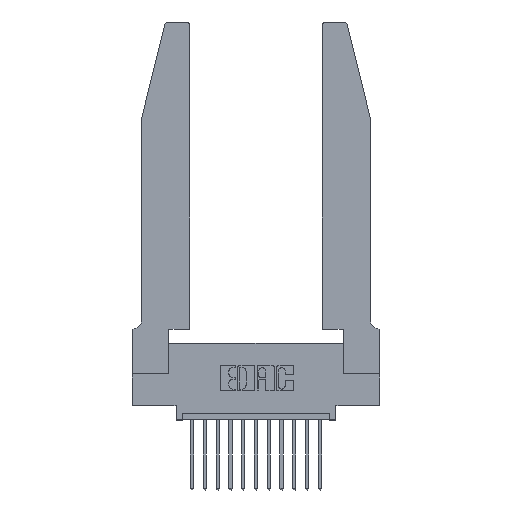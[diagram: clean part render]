
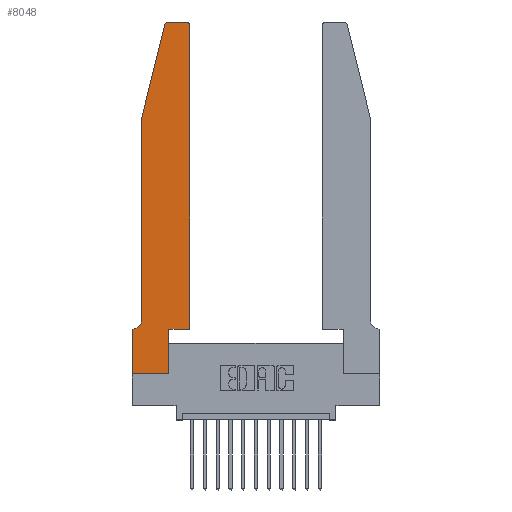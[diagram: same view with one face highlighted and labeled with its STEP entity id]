
A CAD part, top view. The second image highlights one B-rep face of the part: STEP entity #8048.
In plain terms, the highlighted planar face has unit normal (0, 0, 1).
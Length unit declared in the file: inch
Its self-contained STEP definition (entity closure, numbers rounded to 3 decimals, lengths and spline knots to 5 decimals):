
#337 = EDGE_CURVE ( 'NONE', #9886, #3385, #10858, .T. ) ;
#380 = CARTESIAN_POINT ( 'NONE',  ( 0.4505, 0.35, 0.37 ) ) ;
#609 = CARTESIAN_POINT ( 'NONE',  ( 0., 0.35, 0.37 ) ) ;
#896 = LINE ( 'NONE', #13491, #9239 ) ;
#1161 = CARTESIAN_POINT ( 'NONE',  ( 0.4505, 2.72, 0.37 ) ) ;
#1210 = AXIS2_PLACEMENT_3D ( 'NONE', #609, #5904, #6087 ) ;
#1709 = AXIS2_PLACEMENT_3D ( 'NONE', #2964, #11220, #5927 ) ;
#1748 = CIRCLE ( 'NONE', #14625, 0.03 ) ;
#1763 = EDGE_CURVE ( 'NONE', #15150, #13128, #9077, .T. ) ;
#1788 = LINE ( 'NONE', #10086, #12250 ) ;
#2014 = EDGE_CURVE ( 'NONE', #13128, #8837, #15592, .T. ) ;
#2282 = DIRECTION ( 'NONE',  ( -0.239, -0.971, 0. ) ) ;
#2325 = VECTOR ( 'NONE', #5884, 39.37008 ) ;
#2346 = ORIENTED_EDGE ( 'NONE', *, *, #3669, .T. ) ;
#2387 = CARTESIAN_POINT ( 'NONE',  ( 0.284, 2.75, 0.37 ) ) ;
#2611 = LINE ( 'NONE', #11128, #8400 ) ;
#2615 = VERTEX_POINT ( 'NONE', #12528 ) ;
#2618 = DIRECTION ( 'NONE',  ( 1., 0., 0. ) ) ;
#2735 = ORIENTED_EDGE ( 'NONE', *, *, #15300, .T. ) ;
#2938 = LINE ( 'NONE', #8036, #4195 ) ;
#2964 = CARTESIAN_POINT ( 'NONE',  ( 0.0055, 0.42, 0.37 ) ) ;
#3010 = CARTESIAN_POINT ( 'NONE',  ( 0.0755, 0.42, 0.37 ) ) ;
#3132 = CARTESIAN_POINT ( 'NONE',  ( 0., 0., 0.37 ) ) ;
#3385 = VERTEX_POINT ( 'NONE', #17210 ) ;
#3516 = CARTESIAN_POINT ( 'NONE',  ( 0.2865, 0.35, 0.37 ) ) ;
#3537 = CARTESIAN_POINT ( 'NONE',  ( 0.284, 2.72, 0.37 ) ) ;
#3571 = DIRECTION ( 'NONE',  ( 0., 1., 0. ) ) ;
#3645 = VERTEX_POINT ( 'NONE', #5203 ) ;
#3669 = EDGE_CURVE ( 'NONE', #12321, #15631, #896, .T. ) ;
#4100 = VERTEX_POINT ( 'NONE', #1161 ) ;
#4195 = VECTOR ( 'NONE', #14644, 39.37008 ) ;
#4420 = CARTESIAN_POINT ( 'NONE',  ( 0.0755, 2., 0.37 ) ) ;
#5052 = DIRECTION ( 'NONE',  ( 0., 0., 1. ) ) ;
#5103 = CARTESIAN_POINT ( 'NONE',  ( 0.2865, 0., 0.37 ) ) ;
#5203 = CARTESIAN_POINT ( 'NONE',  ( 0., 0., 0.37 ) ) ;
#5627 = ORIENTED_EDGE ( 'NONE', *, *, #337, .T. ) ;
#5696 = VECTOR ( 'NONE', #9781, 39.37008 ) ;
#5745 = VECTOR ( 'NONE', #14143, 39.37008 ) ;
#5884 = DIRECTION ( 'NONE',  ( 0., -1., 0. ) ) ;
#5904 = DIRECTION ( 'NONE',  ( 0., 0., 1. ) ) ;
#5927 = DIRECTION ( 'NONE',  ( -1., 0., 0. ) ) ;
#6050 = CARTESIAN_POINT ( 'NONE',  ( 0.0755, 2., 0.37 ) ) ;
#6087 = DIRECTION ( 'NONE',  ( 1., 0., 0. ) ) ;
#7507 = ORIENTED_EDGE ( 'NONE', *, *, #2014, .T. ) ;
#8036 = CARTESIAN_POINT ( 'NONE',  ( 0.0755, 0.35, 0.37 ) ) ;
#8048 = ADVANCED_FACE ( 'NONE', ( #14678 ), #12706, .T. ) ;
#8284 = VERTEX_POINT ( 'NONE', #15932 ) ;
#8400 = VECTOR ( 'NONE', #12388, 39.37008 ) ;
#8427 = EDGE_LOOP ( 'NONE', ( #2346, #12920, #9363, #13555, #7507, #8751, #9587, #16896, #5627, #15925, #2735, #12919 ) ) ;
#8751 = ORIENTED_EDGE ( 'NONE', *, *, #17202, .T. ) ;
#8837 = VERTEX_POINT ( 'NONE', #11055 ) ;
#8889 = DIRECTION ( 'NONE',  ( 0., 0., 1. ) ) ;
#9034 = CARTESIAN_POINT ( 'NONE',  ( 0.4205, 2.75, 0.37 ) ) ;
#9077 = LINE ( 'NONE', #6050, #5745 ) ;
#9167 = LINE ( 'NONE', #14399, #11299 ) ;
#9190 = CARTESIAN_POINT ( 'NONE',  ( 0.4205, 2.72, 0.37 ) ) ;
#9239 = VECTOR ( 'NONE', #9431, 39.37008 ) ;
#9261 = LINE ( 'NONE', #380, #5696 ) ;
#9363 = ORIENTED_EDGE ( 'NONE', *, *, #10945, .T. ) ;
#9365 = VECTOR ( 'NONE', #3571, 39.37008 ) ;
#9377 = EDGE_CURVE ( 'NONE', #16585, #3645, #11097, .T. ) ;
#9431 = DIRECTION ( 'NONE',  ( -1., 0., 0. ) ) ;
#9587 = ORIENTED_EDGE ( 'NONE', *, *, #9377, .T. ) ;
#9781 = DIRECTION ( 'NONE',  ( 0., 1., 0. ) ) ;
#9886 = VERTEX_POINT ( 'NONE', #5103 ) ;
#10086 = CARTESIAN_POINT ( 'NONE',  ( 0.0755, 2., 0.37 ) ) ;
#10260 = DIRECTION ( 'NONE',  ( 1., 0., 0. ) ) ;
#10858 = LINE ( 'NONE', #3516, #9365 ) ;
#10922 = EDGE_CURVE ( 'NONE', #15631, #8284, #12532, .T. ) ;
#10945 = EDGE_CURVE ( 'NONE', #8284, #15150, #1788, .T. ) ;
#11055 = CARTESIAN_POINT ( 'NONE',  ( 0.0055, 0.35, 0.37 ) ) ;
#11097 = LINE ( 'NONE', #3132, #2325 ) ;
#11128 = CARTESIAN_POINT ( 'NONE',  ( 0.4505, 0.35, 0.37 ) ) ;
#11220 = DIRECTION ( 'NONE',  ( 0., 0., -1. ) ) ;
#11235 = EDGE_CURVE ( 'NONE', #3645, #9886, #9167, .T. ) ;
#11299 = VECTOR ( 'NONE', #15499, 39.37008 ) ;
#12250 = VECTOR ( 'NONE', #2282, 39.37008 ) ;
#12321 = VERTEX_POINT ( 'NONE', #9034 ) ;
#12388 = DIRECTION ( 'NONE',  ( 1., 0., 0. ) ) ;
#12528 = CARTESIAN_POINT ( 'NONE',  ( 0.4505, 0.35, 0.37 ) ) ;
#12532 = CIRCLE ( 'NONE', #14367, 0.03 ) ;
#12656 = CARTESIAN_POINT ( 'NONE',  ( 0., 0.35, 0.37 ) ) ;
#12706 = PLANE ( 'NONE',  #1210 ) ;
#12919 = ORIENTED_EDGE ( 'NONE', *, *, #14500, .T. ) ;
#12920 = ORIENTED_EDGE ( 'NONE', *, *, #10922, .T. ) ;
#13128 = VERTEX_POINT ( 'NONE', #3010 ) ;
#13491 = CARTESIAN_POINT ( 'NONE',  ( 0.2605, 2.75, 0.37 ) ) ;
#13555 = ORIENTED_EDGE ( 'NONE', *, *, #1763, .T. ) ;
#14143 = DIRECTION ( 'NONE',  ( 0., -1., 0. ) ) ;
#14367 = AXIS2_PLACEMENT_3D ( 'NONE', #3537, #8889, #10260 ) ;
#14399 = CARTESIAN_POINT ( 'NONE',  ( 0., 0., 0.37 ) ) ;
#14500 = EDGE_CURVE ( 'NONE', #4100, #12321, #1748, .T. ) ;
#14625 = AXIS2_PLACEMENT_3D ( 'NONE', #9190, #5052, #2618 ) ;
#14644 = DIRECTION ( 'NONE',  ( -1., 0., 0. ) ) ;
#14678 = FACE_OUTER_BOUND ( 'NONE', #8427, .T. ) ;
#15031 = EDGE_CURVE ( 'NONE', #3385, #2615, #2611, .T. ) ;
#15150 = VERTEX_POINT ( 'NONE', #4420 ) ;
#15300 = EDGE_CURVE ( 'NONE', #2615, #4100, #9261, .T. ) ;
#15499 = DIRECTION ( 'NONE',  ( 1., 0., 0. ) ) ;
#15592 = CIRCLE ( 'NONE', #1709, 0.07 ) ;
#15631 = VERTEX_POINT ( 'NONE', #2387 ) ;
#15925 = ORIENTED_EDGE ( 'NONE', *, *, #15031, .T. ) ;
#15932 = CARTESIAN_POINT ( 'NONE',  ( 0.25487, 2.72718, 0.37 ) ) ;
#16585 = VERTEX_POINT ( 'NONE', #12656 ) ;
#16896 = ORIENTED_EDGE ( 'NONE', *, *, #11235, .T. ) ;
#17202 = EDGE_CURVE ( 'NONE', #8837, #16585, #2938, .T. ) ;
#17210 = CARTESIAN_POINT ( 'NONE',  ( 0.2865, 0.35, 0.37 ) ) ;
